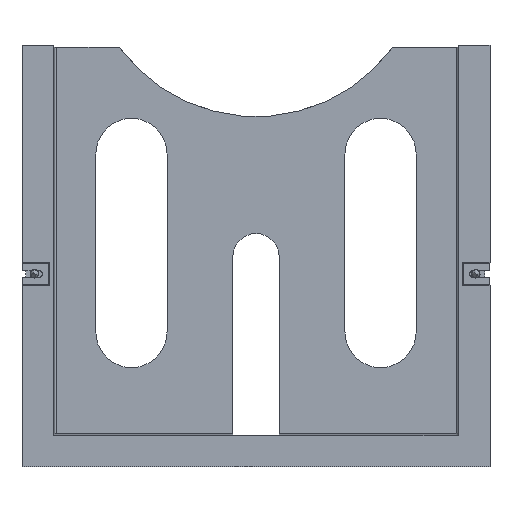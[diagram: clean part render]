
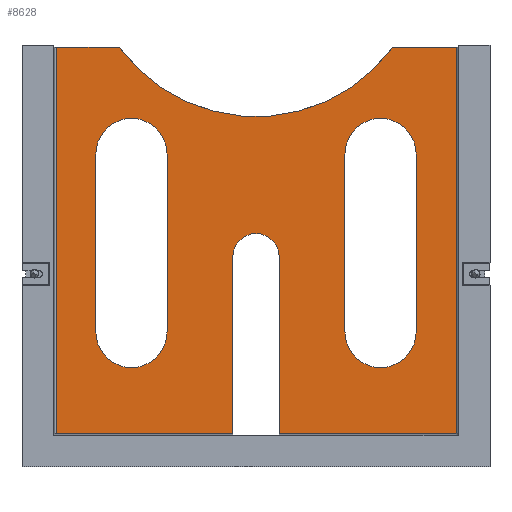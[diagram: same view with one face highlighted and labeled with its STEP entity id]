
A CAD part, top view. The second image highlights one B-rep face of the part: STEP entity #8628.
In plain terms, the highlighted face is planar.
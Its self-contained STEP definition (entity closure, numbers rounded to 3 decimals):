
#5722=DIRECTION('',(-1.,0.,0.));
#5723=VECTOR('',#5722,35.142);
#5724=CARTESIAN_POINT('',(111.985,117.452,30.));
#5725=LINE('',#5724,#5723);
#5729=CARTESIAN_POINT('',(0.,173.443,30.));
#5730=DIRECTION('',(0.,0.,-1.));
#5731=DIRECTION('',(0.808,-0.589,0.));
#5732=AXIS2_PLACEMENT_3D('',#5729,#5730,#5731);
#5737=DIRECTION('',(-1.,0.,0.));
#5738=VECTOR('',#5737,36.108);
#5739=CARTESIAN_POINT('',(-76.843,117.452,30.));
#5740=LINE('',#5739,#5738);
#5744=DIRECTION('',(0.,-1.,0.));
#5745=VECTOR('',#5744,216.404);
#5746=CARTESIAN_POINT('',(-112.951,117.452,30.));
#5747=LINE('',#5746,#5745);
#5751=DIRECTION('',(1.,0.,0.));
#5752=VECTOR('',#5751,98.951);
#5753=CARTESIAN_POINT('',(-111.951,-99.951,30.));
#5754=LINE('',#5753,#5752);
#5758=DIRECTION('',(0.,1.,0.));
#5759=VECTOR('',#5758,99.586);
#5760=CARTESIAN_POINT('',(-13.,-99.951,30.));
#5761=LINE('',#5760,#5759);
#5765=CARTESIAN_POINT('',(0.,-0.365,30.));
#5766=DIRECTION('',(0.,0.,-1.));
#5767=DIRECTION('',(-1.,0.,0.));
#5768=AXIS2_PLACEMENT_3D('',#5765,#5766,#5767);
#5773=DIRECTION('',(0.,-1.,0.));
#5774=VECTOR('',#5773,99.586);
#5775=CARTESIAN_POINT('',(13.,-0.365,30.));
#5776=LINE('',#5775,#5774);
#5780=DIRECTION('',(1.,0.,0.));
#5781=VECTOR('',#5780,98.985);
#5782=CARTESIAN_POINT('',(13.,-99.951,30.));
#5783=LINE('',#5782,#5781);
#5787=CARTESIAN_POINT('',(70.,-42.635,30.));
#5788=DIRECTION('',(0.,0.,-1.));
#5789=DIRECTION('',(1.,0.,0.));
#5790=AXIS2_PLACEMENT_3D('',#5787,#5788,#5789);
#5795=DIRECTION('',(0.,1.,0.));
#5796=VECTOR('',#5795,100.);
#5797=CARTESIAN_POINT('',(50.,-42.635,30.));
#5798=LINE('',#5797,#5796);
#5802=CARTESIAN_POINT('',(70.,57.365,30.));
#5803=DIRECTION('',(0.,0.,-1.));
#5804=DIRECTION('',(-1.,0.,0.));
#5805=AXIS2_PLACEMENT_3D('',#5802,#5803,#5804);
#5810=DIRECTION('',(0.,-1.,0.));
#5811=VECTOR('',#5810,100.);
#5812=CARTESIAN_POINT('',(90.,57.365,30.));
#5813=LINE('',#5812,#5811);
#5817=CARTESIAN_POINT('',(-70.,-42.635,30.));
#5818=DIRECTION('',(0.,0.,-1.));
#5819=DIRECTION('',(1.,0.,0.));
#5820=AXIS2_PLACEMENT_3D('',#5817,#5818,#5819);
#5825=DIRECTION('',(0.,1.,0.));
#5826=VECTOR('',#5825,100.);
#5827=CARTESIAN_POINT('',(-90.,-42.635,30.));
#5828=LINE('',#5827,#5826);
#5832=CARTESIAN_POINT('',(-70.,57.365,30.));
#5833=DIRECTION('',(0.,0.,-1.));
#5834=DIRECTION('',(-1.,0.,0.));
#5835=AXIS2_PLACEMENT_3D('',#5832,#5833,#5834);
#5840=DIRECTION('',(0.,-1.,0.));
#5841=VECTOR('',#5840,100.);
#5842=CARTESIAN_POINT('',(-50.,57.365,30.));
#5843=LINE('',#5842,#5841);
#6338=CARTESIAN_POINT('',(-111.951,-99.951,30.));
#6339=CARTESIAN_POINT('',(-112.285,-99.951,30.));
#6340=CARTESIAN_POINT('',(-112.699,-99.699,30.));
#6341=CARTESIAN_POINT('',(-112.951,-99.285,30.));
#6342=CARTESIAN_POINT('',(-112.951,-98.951,30.));
#8146=DIRECTION('',(0.,-1.,0.));
#8147=VECTOR('',#8146,217.403);
#8148=CARTESIAN_POINT('',(111.985,117.452,30.));
#8149=LINE('',#8148,#8147);
#8153=CARTESIAN_POINT('',(-90.,57.365,30.));
#8154=CARTESIAN_POINT('',(-50.,57.365,30.));
#8155=VERTEX_POINT('',#8153);
#8156=VERTEX_POINT('',#8154);
#8161=CARTESIAN_POINT('',(111.985,117.452,30.));
#8162=CARTESIAN_POINT('',(76.843,117.452,30.));
#8163=VERTEX_POINT('',#8161);
#8164=VERTEX_POINT('',#8162);
#8165=CARTESIAN_POINT('',(-76.843,117.452,30.));
#8166=VERTEX_POINT('',#8165);
#8167=CARTESIAN_POINT('',(-112.951,117.452,30.));
#8168=VERTEX_POINT('',#8167);
#8169=CARTESIAN_POINT('',(-112.951,-98.951,30.));
#8170=VERTEX_POINT('',#8169);
#8171=VERTEX_POINT('',#6338);
#8172=CARTESIAN_POINT('',(-13.,-99.951,30.));
#8173=VERTEX_POINT('',#8172);
#8174=CARTESIAN_POINT('',(-13.,-0.365,30.));
#8175=VERTEX_POINT('',#8174);
#8176=CARTESIAN_POINT('',(13.,-0.365,30.));
#8177=VERTEX_POINT('',#8176);
#8178=CARTESIAN_POINT('',(13.,-99.951,30.));
#8179=VERTEX_POINT('',#8178);
#8180=CARTESIAN_POINT('',(111.985,-99.951,30.));
#8181=VERTEX_POINT('',#8180);
#8182=CARTESIAN_POINT('',(90.,-42.635,30.));
#8183=CARTESIAN_POINT('',(50.,-42.635,30.));
#8184=VERTEX_POINT('',#8182);
#8185=VERTEX_POINT('',#8183);
#8186=CARTESIAN_POINT('',(50.,57.365,30.));
#8187=VERTEX_POINT('',#8186);
#8188=CARTESIAN_POINT('',(90.,57.365,30.));
#8189=VERTEX_POINT('',#8188);
#8190=CARTESIAN_POINT('',(-50.,-42.635,30.));
#8191=CARTESIAN_POINT('',(-90.,-42.635,30.));
#8192=VERTEX_POINT('',#8190);
#8193=VERTEX_POINT('',#8191);
#8580=CARTESIAN_POINT('',(116.413,118.413,30.));
#8581=DIRECTION('',(0.,0.,-1.));
#8582=DIRECTION('',(-1.,0.,0.));
#8583=AXIS2_PLACEMENT_3D('',#8580,#8581,#8582);
#8584=PLANE('',#8583);
#8586=ORIENTED_EDGE('',*,*,#8585,.T.);
#8588=ORIENTED_EDGE('',*,*,#8587,.T.);
#8590=ORIENTED_EDGE('',*,*,#8589,.T.);
#8592=ORIENTED_EDGE('',*,*,#8591,.T.);
#8594=ORIENTED_EDGE('',*,*,#8593,.F.);
#8596=ORIENTED_EDGE('',*,*,#8595,.T.);
#8598=ORIENTED_EDGE('',*,*,#8597,.T.);
#8600=ORIENTED_EDGE('',*,*,#8599,.T.);
#8602=ORIENTED_EDGE('',*,*,#8601,.T.);
#8604=ORIENTED_EDGE('',*,*,#8603,.T.);
#8606=ORIENTED_EDGE('',*,*,#8605,.F.);
#8607=EDGE_LOOP('',(#8586,#8588,#8590,#8592,#8594,#8596,#8598,#8600,#8602,#8604,
#8606));
#8608=FACE_OUTER_BOUND('',#8607,.F.);
#8610=ORIENTED_EDGE('',*,*,#8609,.T.);
#8612=ORIENTED_EDGE('',*,*,#8611,.T.);
#8614=ORIENTED_EDGE('',*,*,#8613,.T.);
#8616=ORIENTED_EDGE('',*,*,#8615,.T.);
#8617=EDGE_LOOP('',(#8610,#8612,#8614,#8616));
#8618=FACE_BOUND('',#8617,.F.);
#8620=ORIENTED_EDGE('',*,*,#8619,.T.);
#8622=ORIENTED_EDGE('',*,*,#8621,.T.);
#8623=ORIENTED_EDGE('',*,*,#8562,.T.);
#8625=ORIENTED_EDGE('',*,*,#8624,.T.);
#8626=EDGE_LOOP('',(#8620,#8622,#8623,#8625));
#8627=FACE_BOUND('',#8626,.F.);
#5733=CIRCLE('',#5732,95.078);
#5769=CIRCLE('',#5768,13.);
#5791=CIRCLE('',#5790,20.);
#5806=CIRCLE('',#5805,20.);
#5821=CIRCLE('',#5820,20.);
#5836=CIRCLE('',#5835,20.);
#6343=B_SPLINE_CURVE_WITH_KNOTS('',3,(#6338,#6339,#6340,#6341,#6342),
.UNSPECIFIED.,.F.,.F.,(4,1,4),(0.,0.5,1.),.UNSPECIFIED.);
#8562=EDGE_CURVE('',#8155,#8156,#5836,.T.);
#8585=EDGE_CURVE('',#8163,#8164,#5725,.T.);
#8587=EDGE_CURVE('',#8164,#8166,#5733,.T.);
#8589=EDGE_CURVE('',#8166,#8168,#5740,.T.);
#8591=EDGE_CURVE('',#8168,#8170,#5747,.T.);
#8593=EDGE_CURVE('',#8171,#8170,#6343,.T.);
#8595=EDGE_CURVE('',#8171,#8173,#5754,.T.);
#8597=EDGE_CURVE('',#8173,#8175,#5761,.T.);
#8599=EDGE_CURVE('',#8175,#8177,#5769,.T.);
#8601=EDGE_CURVE('',#8177,#8179,#5776,.T.);
#8603=EDGE_CURVE('',#8179,#8181,#5783,.T.);
#8605=EDGE_CURVE('',#8163,#8181,#8149,.T.);
#8609=EDGE_CURVE('',#8184,#8185,#5791,.T.);
#8611=EDGE_CURVE('',#8185,#8187,#5798,.T.);
#8613=EDGE_CURVE('',#8187,#8189,#5806,.T.);
#8615=EDGE_CURVE('',#8189,#8184,#5813,.T.);
#8619=EDGE_CURVE('',#8192,#8193,#5821,.T.);
#8621=EDGE_CURVE('',#8193,#8155,#5828,.T.);
#8624=EDGE_CURVE('',#8156,#8192,#5843,.T.);
#8628=ADVANCED_FACE('',(#8608,#8618,#8627),#8584,.T.);
